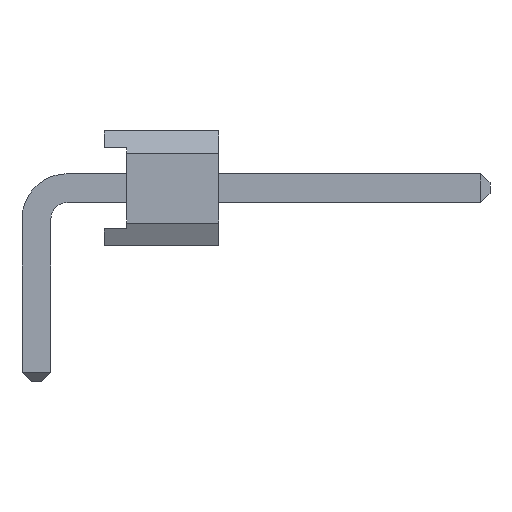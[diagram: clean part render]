
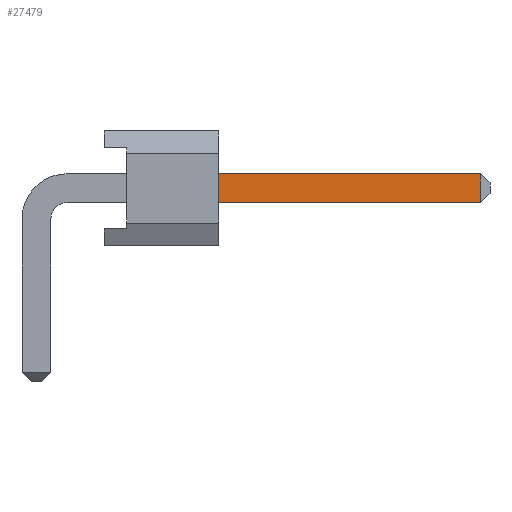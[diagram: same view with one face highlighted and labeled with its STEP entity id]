
A CAD part, front view. The second image highlights one B-rep face of the part: STEP entity #27479.
In plain terms, the highlighted face is planar.
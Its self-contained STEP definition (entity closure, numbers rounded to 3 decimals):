
#4612=ORIENTED_EDGE('',*,*,#8078,.T.);
#4613=ORIENTED_EDGE('',*,*,#7933,.F.);
#4614=ORIENTED_EDGE('',*,*,#8079,.T.);
#4615=ORIENTED_EDGE('',*,*,#8077,.T.);
#7933=EDGE_CURVE('',#9977,#9974,#12363,.T.);
#8077=EDGE_CURVE('',#10114,#10117,#12507,.T.);
#8078=EDGE_CURVE('',#10117,#9974,#12508,.T.);
#8079=EDGE_CURVE('',#9977,#10114,#12509,.T.);
#9974=VERTEX_POINT('',#38400);
#9977=VERTEX_POINT('',#38405);
#10114=VERTEX_POINT('',#38682);
#10117=VERTEX_POINT('',#38692);
#12363=LINE('',#38406,#15021);
#12507=LINE('',#38695,#15165);
#12508=LINE('',#38697,#15166);
#12509=LINE('',#38698,#15167);
#15021=VECTOR('',#32843,1000.);
#15165=VECTOR('',#32997,1000.);
#15166=VECTOR('',#33000,1000.);
#15167=VECTOR('',#33001,1000.);
#16557=EDGE_LOOP('',(#4612,#4613,#4614,#4615));
#17717=FACE_BOUND('',#16557,.T.);
#18741=PLANE('',#28714);
#27479=ADVANCED_FACE('',(#17717),#18741,.F.);
#28714=AXIS2_PLACEMENT_3D('',#38696,#32998,#32999);
#32843=DIRECTION('',(0.,-1.,0.));
#32997=DIRECTION('',(0.,-1.,0.));
#32998=DIRECTION('',(-1.,0.,0.));
#32999=DIRECTION('',(0.,0.,1.));
#33000=DIRECTION('',(0.,0.,-1.));
#33001=DIRECTION('',(0.,0.,1.));
#38400=CARTESIAN_POINT('',(42.23,-0.32,1.27));
#38405=CARTESIAN_POINT('',(42.23,0.32,1.27));
#38406=CARTESIAN_POINT('',(42.23,0.32,1.27));
#38682=CARTESIAN_POINT('',(42.23,0.32,7.07));
#38692=CARTESIAN_POINT('',(42.23,-0.32,7.07));
#38695=CARTESIAN_POINT('',(42.23,0.68,7.07));
#38696=CARTESIAN_POINT('',(42.23,0.68,-2.09));
#38697=CARTESIAN_POINT('',(42.23,-0.32,-2.09));
#38698=CARTESIAN_POINT('',(42.23,0.32,-2.09));
